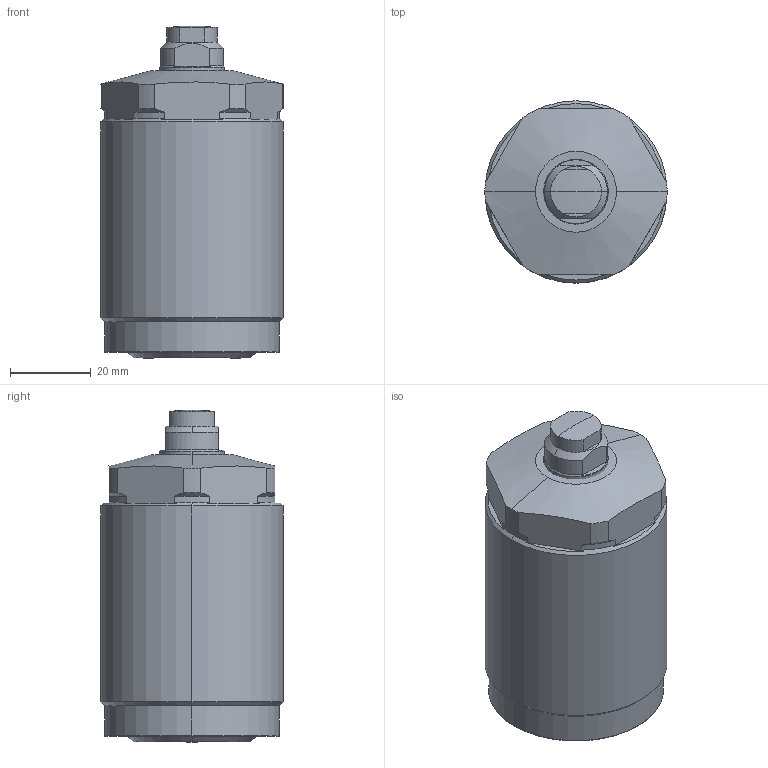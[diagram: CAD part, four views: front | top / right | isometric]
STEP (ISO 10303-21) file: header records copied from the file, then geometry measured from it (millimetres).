
FILE_DESCRIPTION (( 'STEP AP203' ), '1' );
FILE_NAME ('LD0452-x.step', '2010-03-17T02:38:30', ( ' ' ), ( ' ' ), 'SwSTEP 2.0', 'SolidWorks 2009', '' );
FILE_SCHEMA (( 'CONFIG_CONTROL_DESIGN' ));
Length unit declared in the file: millimetre
Products named in the file (3): LD0452-x; LD0452-x.sldasm-Part-1; LD0452-x.sldasm-Part-2
Assembly tree (2 placements, depth 2):
  LD0452-x
    LD0452-x.sldasm-Part-2
    LD0452-x.sldasm-Part-1
Bounding box: 45 x 45 x 82 mm (x, y, z)
Volume: 110469.7 mm3; surface area: 14012.1 mm2
Topology: 2 solids, 2 shells, 97 faces, 231 edges, 143 vertices
Faces by surface type: cylinder 30, plane 28, cone 21, torus 16, sphere 2
Entity records: 3226 total; most frequent: CARTESIAN_POINT 644, DIRECTION 523, ORIENTED_EDGE 462, EDGE_CURVE 231, AXIS2_PLACEMENT_3D 226, VERTEX_POINT 143, CIRCLE 124, EDGE_LOOP 102
